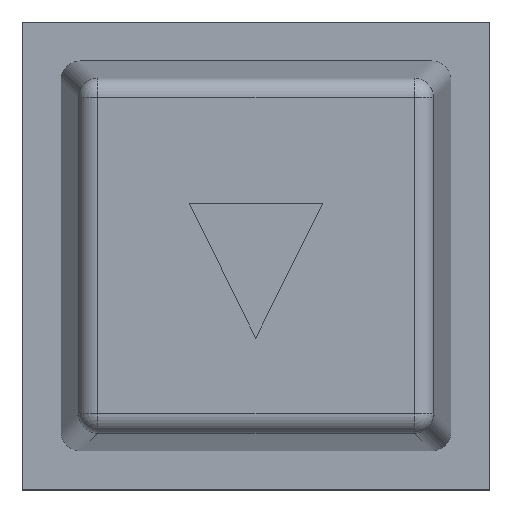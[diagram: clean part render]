
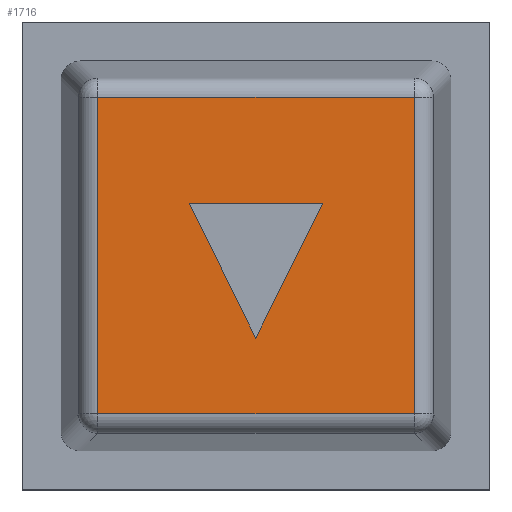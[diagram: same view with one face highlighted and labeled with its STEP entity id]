
A CAD part, top view. The second image highlights one B-rep face of the part: STEP entity #1716.
In plain terms, the highlighted planar face has unit normal (0, 0, 1).
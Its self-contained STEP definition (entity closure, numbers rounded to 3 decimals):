
#828 = CYLINDRICAL_SURFACE('',#829,0.5);
#829 = AXIS2_PLACEMENT_3D('',#830,#831,#832);
#830 = CARTESIAN_POINT('',(27.25,3.561,3.5));
#831 = DIRECTION('',(1.,0.,0.));
#832 = DIRECTION('',(0.,-0.992,0.124)
  );
#922 = CYLINDRICAL_SURFACE('',#923,0.5);
#923 = AXIS2_PLACEMENT_3D('',#924,#925,#926);
#924 = CARTESIAN_POINT('',(35.809,12.12,3.5));
#925 = DIRECTION('',(-0.,-1.,-0.));
#926 = DIRECTION('',(0.992,-0.,0.124));
#1036 = CYLINDRICAL_SURFACE('',#1037,0.5);
#1037 = AXIS2_PLACEMENT_3D('',#1038,#1039,#1040);
#1038 = CARTESIAN_POINT('',(27.25,11.679,3.5));
#1039 = DIRECTION('',(1.,0.,-0.));
#1040 = DIRECTION('',(0.,0.992,0.124)
  );
#1148 = CYLINDRICAL_SURFACE('',#1149,0.5);
#1149 = AXIS2_PLACEMENT_3D('',#1150,#1151,#1152);
#1150 = CARTESIAN_POINT('',(27.691,12.12,3.5));
#1151 = DIRECTION('',(0.,-1.,0.));
#1152 = DIRECTION('',(-0.992,0.,0.124));
#1367 = VERTEX_POINT('',#1368);
#1368 = CARTESIAN_POINT('',(27.691,3.561,4.));
#1420 = EDGE_CURVE('',#1367,#1421,#1423,.T.);
#1421 = VERTEX_POINT('',#1422);
#1422 = CARTESIAN_POINT('',(35.809,3.561,4.));
#1423 = SURFACE_CURVE('',#1424,(#1428,#1435),.PCURVE_S1.);
#1424 = LINE('',#1425,#1426);
#1425 = CARTESIAN_POINT('',(27.25,3.561,4.));
#1426 = VECTOR('',#1427,1.);
#1427 = DIRECTION('',(1.,0.,0.));
#1428 = PCURVE('',#828,#1429);
#1429 = DEFINITIONAL_REPRESENTATION('',(#1430),#1434);
#1430 = LINE('',#1431,#1432);
#1431 = CARTESIAN_POINT('',(-1.446,0.));
#1432 = VECTOR('',#1433,1.);
#1433 = DIRECTION('',(-0.,1.));
#1434 = ( GEOMETRIC_REPRESENTATION_CONTEXT(2) 
PARAMETRIC_REPRESENTATION_CONTEXT() REPRESENTATION_CONTEXT('2D SPACE',''
  ) );
#1435 = PCURVE('',#1436,#1441);
#1436 = PLANE('',#1437);
#1437 = AXIS2_PLACEMENT_3D('',#1438,#1439,#1440);
#1438 = CARTESIAN_POINT('',(26.75,2.62,4.));
#1439 = DIRECTION('',(0.,0.,1.));
#1440 = DIRECTION('',(1.,0.,0.));
#1441 = DEFINITIONAL_REPRESENTATION('',(#1442),#1446);
#1442 = LINE('',#1443,#1444);
#1443 = CARTESIAN_POINT('',(0.5,0.941));
#1444 = VECTOR('',#1445,1.);
#1445 = DIRECTION('',(1.,0.));
#1446 = ( GEOMETRIC_REPRESENTATION_CONTEXT(2) 
PARAMETRIC_REPRESENTATION_CONTEXT() REPRESENTATION_CONTEXT('2D SPACE',''
  ) );
#1502 = VERTEX_POINT('',#1503);
#1503 = CARTESIAN_POINT('',(35.809,11.679,4.));
#1525 = EDGE_CURVE('',#1502,#1421,#1526,.T.);
#1526 = SURFACE_CURVE('',#1527,(#1531,#1538),.PCURVE_S1.);
#1527 = LINE('',#1528,#1529);
#1528 = CARTESIAN_POINT('',(35.809,12.12,4.));
#1529 = VECTOR('',#1530,1.);
#1530 = DIRECTION('',(-0.,-1.,-0.));
#1531 = PCURVE('',#922,#1532);
#1532 = DEFINITIONAL_REPRESENTATION('',(#1533),#1537);
#1533 = LINE('',#1534,#1535);
#1534 = CARTESIAN_POINT('',(1.446,0.));
#1535 = VECTOR('',#1536,1.);
#1536 = DIRECTION('',(0.,1.));
#1537 = ( GEOMETRIC_REPRESENTATION_CONTEXT(2) 
PARAMETRIC_REPRESENTATION_CONTEXT() REPRESENTATION_CONTEXT('2D SPACE',''
  ) );
#1538 = PCURVE('',#1436,#1539);
#1539 = DEFINITIONAL_REPRESENTATION('',(#1540),#1544);
#1540 = LINE('',#1541,#1542);
#1541 = CARTESIAN_POINT('',(9.059,9.5));
#1542 = VECTOR('',#1543,1.);
#1543 = DIRECTION('',(0.,-1.));
#1544 = ( GEOMETRIC_REPRESENTATION_CONTEXT(2) 
PARAMETRIC_REPRESENTATION_CONTEXT() REPRESENTATION_CONTEXT('2D SPACE',''
  ) );
#1579 = VERTEX_POINT('',#1580);
#1580 = CARTESIAN_POINT('',(27.691,11.679,4.));
#1602 = EDGE_CURVE('',#1579,#1502,#1603,.T.);
#1603 = SURFACE_CURVE('',#1604,(#1608,#1615),.PCURVE_S1.);
#1604 = LINE('',#1605,#1606);
#1605 = CARTESIAN_POINT('',(27.25,11.679,4.));
#1606 = VECTOR('',#1607,1.);
#1607 = DIRECTION('',(1.,0.,-0.));
#1608 = PCURVE('',#1036,#1609);
#1609 = DEFINITIONAL_REPRESENTATION('',(#1610),#1614);
#1610 = LINE('',#1611,#1612);
#1611 = CARTESIAN_POINT('',(1.446,0.));
#1612 = VECTOR('',#1613,1.);
#1613 = DIRECTION('',(0.,1.));
#1614 = ( GEOMETRIC_REPRESENTATION_CONTEXT(2) 
PARAMETRIC_REPRESENTATION_CONTEXT() REPRESENTATION_CONTEXT('2D SPACE',''
  ) );
#1615 = PCURVE('',#1436,#1616);
#1616 = DEFINITIONAL_REPRESENTATION('',(#1617),#1621);
#1617 = LINE('',#1618,#1619);
#1618 = CARTESIAN_POINT('',(0.5,9.059));
#1619 = VECTOR('',#1620,1.);
#1620 = DIRECTION('',(1.,0.));
#1621 = ( GEOMETRIC_REPRESENTATION_CONTEXT(2) 
PARAMETRIC_REPRESENTATION_CONTEXT() REPRESENTATION_CONTEXT('2D SPACE',''
  ) );
#1656 = EDGE_CURVE('',#1579,#1367,#1657,.T.);
#1657 = SURFACE_CURVE('',#1658,(#1662,#1669),.PCURVE_S1.);
#1658 = LINE('',#1659,#1660);
#1659 = CARTESIAN_POINT('',(27.691,12.12,4.));
#1660 = VECTOR('',#1661,1.);
#1661 = DIRECTION('',(0.,-1.,0.));
#1662 = PCURVE('',#1148,#1663);
#1663 = DEFINITIONAL_REPRESENTATION('',(#1664),#1668);
#1664 = LINE('',#1665,#1666);
#1665 = CARTESIAN_POINT('',(-1.446,0.));
#1666 = VECTOR('',#1667,1.);
#1667 = DIRECTION('',(-0.,1.));
#1668 = ( GEOMETRIC_REPRESENTATION_CONTEXT(2) 
PARAMETRIC_REPRESENTATION_CONTEXT() REPRESENTATION_CONTEXT('2D SPACE',''
  ) );
#1669 = PCURVE('',#1436,#1670);
#1670 = DEFINITIONAL_REPRESENTATION('',(#1671),#1675);
#1671 = LINE('',#1672,#1673);
#1672 = CARTESIAN_POINT('',(0.941,9.5));
#1673 = VECTOR('',#1674,1.);
#1674 = DIRECTION('',(0.,-1.));
#1675 = ( GEOMETRIC_REPRESENTATION_CONTEXT(2) 
PARAMETRIC_REPRESENTATION_CONTEXT() REPRESENTATION_CONTEXT('2D SPACE',''
  ) );
#1716 = ADVANCED_FACE('',(#1717,#1723),#1436,.T.);
#1717 = FACE_BOUND('',#1718,.T.);
#1718 = EDGE_LOOP('',(#1719,#1720,#1721,#1722));
#1719 = ORIENTED_EDGE('',*,*,#1602,.F.);
#1720 = ORIENTED_EDGE('',*,*,#1656,.T.);
#1721 = ORIENTED_EDGE('',*,*,#1420,.T.);
#1722 = ORIENTED_EDGE('',*,*,#1525,.F.);
#1723 = FACE_BOUND('',#1724,.T.);
#1724 = EDGE_LOOP('',(#1725,#1755,#1783));
#1725 = ORIENTED_EDGE('',*,*,#1726,.T.);
#1726 = EDGE_CURVE('',#1727,#1729,#1731,.T.);
#1727 = VERTEX_POINT('',#1728);
#1728 = CARTESIAN_POINT('',(33.467,8.954,4.));
#1729 = VERTEX_POINT('',#1730);
#1730 = CARTESIAN_POINT('',(31.749,5.508,4.));
#1731 = SURFACE_CURVE('',#1732,(#1736,#1743),.PCURVE_S1.);
#1732 = LINE('',#1733,#1734);
#1733 = CARTESIAN_POINT('',(33.467,8.954,4.));
#1734 = VECTOR('',#1735,1.);
#1735 = DIRECTION('',(-0.446,-0.895,0.));
#1736 = PCURVE('',#1436,#1737);
#1737 = DEFINITIONAL_REPRESENTATION('',(#1738),#1742);
#1738 = LINE('',#1739,#1740);
#1739 = CARTESIAN_POINT('',(6.717,6.334));
#1740 = VECTOR('',#1741,1.);
#1741 = DIRECTION('',(-0.446,-0.895));
#1742 = ( GEOMETRIC_REPRESENTATION_CONTEXT(2) 
PARAMETRIC_REPRESENTATION_CONTEXT() REPRESENTATION_CONTEXT('2D SPACE',''
  ) );
#1743 = PCURVE('',#1744,#1749);
#1744 = PLANE('',#1745);
#1745 = AXIS2_PLACEMENT_3D('',#1746,#1747,#1748);
#1746 = CARTESIAN_POINT('',(33.467,8.954,4.));
#1747 = DIRECTION('',(-0.895,0.446,0.));
#1748 = DIRECTION('',(-0.446,-0.895,0.));
#1749 = DEFINITIONAL_REPRESENTATION('',(#1750),#1754);
#1750 = LINE('',#1751,#1752);
#1751 = CARTESIAN_POINT('',(0.,0.));
#1752 = VECTOR('',#1753,1.);
#1753 = DIRECTION('',(1.,0.));
#1754 = ( GEOMETRIC_REPRESENTATION_CONTEXT(2) 
PARAMETRIC_REPRESENTATION_CONTEXT() REPRESENTATION_CONTEXT('2D SPACE',''
  ) );
#1755 = ORIENTED_EDGE('',*,*,#1756,.T.);
#1756 = EDGE_CURVE('',#1729,#1757,#1759,.T.);
#1757 = VERTEX_POINT('',#1758);
#1758 = CARTESIAN_POINT('',(30.033,8.954,4.));
#1759 = SURFACE_CURVE('',#1760,(#1764,#1771),.PCURVE_S1.);
#1760 = LINE('',#1761,#1762);
#1761 = CARTESIAN_POINT('',(31.749,5.508,4.));
#1762 = VECTOR('',#1763,1.);
#1763 = DIRECTION('',(-0.446,0.895,0.));
#1764 = PCURVE('',#1436,#1765);
#1765 = DEFINITIONAL_REPRESENTATION('',(#1766),#1770);
#1766 = LINE('',#1767,#1768);
#1767 = CARTESIAN_POINT('',(4.999,2.888));
#1768 = VECTOR('',#1769,1.);
#1769 = DIRECTION('',(-0.446,0.895));
#1770 = ( GEOMETRIC_REPRESENTATION_CONTEXT(2) 
PARAMETRIC_REPRESENTATION_CONTEXT() REPRESENTATION_CONTEXT('2D SPACE',''
  ) );
#1771 = PCURVE('',#1772,#1777);
#1772 = PLANE('',#1773);
#1773 = AXIS2_PLACEMENT_3D('',#1774,#1775,#1776);
#1774 = CARTESIAN_POINT('',(31.749,5.508,4.));
#1775 = DIRECTION('',(0.895,0.446,0.));
#1776 = DIRECTION('',(-0.446,0.895,0.));
#1777 = DEFINITIONAL_REPRESENTATION('',(#1778),#1782);
#1778 = LINE('',#1779,#1780);
#1779 = CARTESIAN_POINT('',(0.,0.));
#1780 = VECTOR('',#1781,1.);
#1781 = DIRECTION('',(1.,0.));
#1782 = ( GEOMETRIC_REPRESENTATION_CONTEXT(2) 
PARAMETRIC_REPRESENTATION_CONTEXT() REPRESENTATION_CONTEXT('2D SPACE',''
  ) );
#1783 = ORIENTED_EDGE('',*,*,#1784,.T.);
#1784 = EDGE_CURVE('',#1757,#1727,#1785,.T.);
#1785 = SURFACE_CURVE('',#1786,(#1790,#1797),.PCURVE_S1.);
#1786 = LINE('',#1787,#1788);
#1787 = CARTESIAN_POINT('',(30.033,8.954,4.));
#1788 = VECTOR('',#1789,1.);
#1789 = DIRECTION('',(1.,0.,0.));
#1790 = PCURVE('',#1436,#1791);
#1791 = DEFINITIONAL_REPRESENTATION('',(#1792),#1796);
#1792 = LINE('',#1793,#1794);
#1793 = CARTESIAN_POINT('',(3.283,6.334));
#1794 = VECTOR('',#1795,1.);
#1795 = DIRECTION('',(1.,0.));
#1796 = ( GEOMETRIC_REPRESENTATION_CONTEXT(2) 
PARAMETRIC_REPRESENTATION_CONTEXT() REPRESENTATION_CONTEXT('2D SPACE',''
  ) );
#1797 = PCURVE('',#1798,#1803);
#1798 = PLANE('',#1799);
#1799 = AXIS2_PLACEMENT_3D('',#1800,#1801,#1802);
#1800 = CARTESIAN_POINT('',(30.033,8.954,4.));
#1801 = DIRECTION('',(0.,-1.,0.));
#1802 = DIRECTION('',(1.,0.,0.));
#1803 = DEFINITIONAL_REPRESENTATION('',(#1804),#1808);
#1804 = LINE('',#1805,#1806);
#1805 = CARTESIAN_POINT('',(0.,0.));
#1806 = VECTOR('',#1807,1.);
#1807 = DIRECTION('',(1.,0.));
#1808 = ( GEOMETRIC_REPRESENTATION_CONTEXT(2) 
PARAMETRIC_REPRESENTATION_CONTEXT() REPRESENTATION_CONTEXT('2D SPACE',''
  ) );
